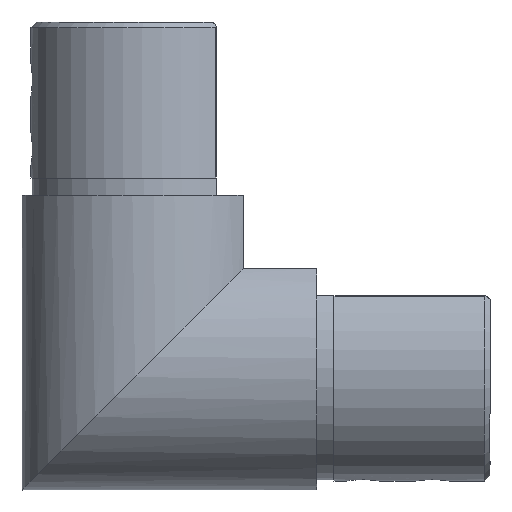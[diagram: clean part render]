
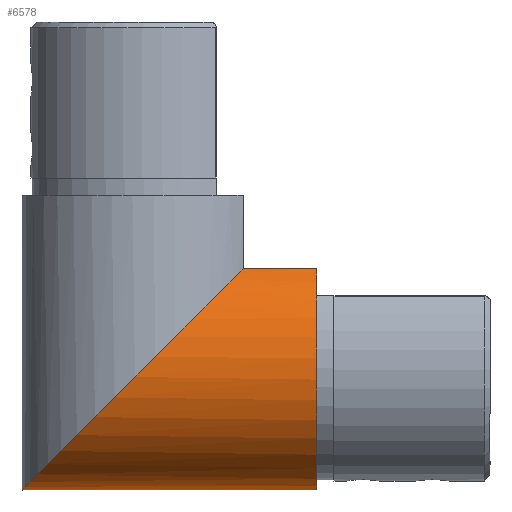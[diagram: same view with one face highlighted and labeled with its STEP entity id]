
A CAD part, left-side view. The second image highlights one B-rep face of the part: STEP entity #6578.
In plain terms, the highlighted cylindrical face has radius 21.2 mm (diameter 42.4 mm), a partial arc.
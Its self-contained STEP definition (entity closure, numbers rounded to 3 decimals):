
#559 = LINE ( 'NONE', #18316, #1944 ) ;
#599 = CARTESIAN_POINT ( 'NONE',  ( 12.5, 0., 17.123 ) ) ;
#756 = DIRECTION ( 'NONE',  ( 0., 0., 1. ) ) ;
#817 = VERTEX_POINT ( 'NONE', #599 ) ;
#1615 = VERTEX_POINT ( 'NONE', #23077 ) ;
#1847 = CARTESIAN_POINT ( 'NONE',  ( 24.88, 51., -21.2 ) ) ;
#1944 = VECTOR ( 'NONE', #7409, 1000. ) ;
#3655 = CARTESIAN_POINT ( 'NONE',  ( 12.5, 12.677, 17.123 ) ) ;
#4021 = CARTESIAN_POINT ( 'NONE',  ( 12.5, 88.991, 17.123 ) ) ;
#4221 = EDGE_CURVE ( 'NONE', #15779, #817, #12536, .T. ) ;
#4291 = CYLINDRICAL_SURFACE ( 'NONE', #22621, 21.2 ) ;
#5404 = CARTESIAN_POINT ( 'NONE',  ( 32.595, 27.347, 2.453 ) ) ;
#6155 = DIRECTION ( 'NONE',  ( 0., 1., 0. ) ) ;
#6578 = ADVANCED_FACE ( 'NONE', ( #11367 ), #4291, .T. ) ;
#6609 = VECTOR ( 'NONE', #20073, 1000. ) ;
#7409 = DIRECTION ( 'NONE',  ( 0., -1., 0. ) ) ;
#7639 =( BOUNDED_CURVE ( )  B_SPLINE_CURVE ( 3, ( #3655, #5404, #1847, #12609, #23344, #9058, #8903 ),
 .UNSPECIFIED., .F., .F. ) 
 B_SPLINE_CURVE_WITH_KNOTS ( ( 4, 3, 4 ),
 ( 0.631, 3.142, 5.653 ),
 .UNSPECIFIED. ) 
 CURVE ( )  GEOMETRIC_REPRESENTATION_ITEM ( )  RATIONAL_B_SPLINE_CURVE ( ( 1., 0.54, 0.54, 1., 0.54, 0.54, 1. ) ) 
 REPRESENTATION_ITEM ( '' )  );
#8524 = ORIENTED_EDGE ( 'NONE', *, *, #21669, .F. ) ;
#8903 = CARTESIAN_POINT ( 'NONE',  ( -12.5, 12.677, 17.123 ) ) ;
#9058 = CARTESIAN_POINT ( 'NONE',  ( -32.595, 27.347, 2.453 ) ) ;
#10264 = EDGE_LOOP ( 'NONE', ( #13993, #10625, #12324, #8524 ) ) ;
#10625 = ORIENTED_EDGE ( 'NONE', *, *, #4221, .T. ) ;
#11367 = FACE_OUTER_BOUND ( 'NONE', #10264, .T. ) ;
#11413 = DIRECTION ( 'NONE',  ( 0., 0., -1. ) ) ;
#11464 = CIRCLE ( 'NONE', #22567, 21.2 ) ;
#11573 = DIRECTION ( 'NONE',  ( 0., -1., 0. ) ) ;
#12324 = ORIENTED_EDGE ( 'NONE', *, *, #12941, .T. ) ;
#12536 = LINE ( 'NONE', #4021, #6609 ) ;
#12609 = CARTESIAN_POINT ( 'NONE',  ( 0., 51., -21.2 ) ) ;
#12801 = VERTEX_POINT ( 'NONE', #19392 ) ;
#12941 = EDGE_CURVE ( 'NONE', #817, #12801, #11464, .T. ) ;
#13993 = ORIENTED_EDGE ( 'NONE', *, *, #21490, .F. ) ;
#15779 = VERTEX_POINT ( 'NONE', #20525 ) ;
#16963 = CARTESIAN_POINT ( 'NONE',  ( 0., 88.991, 0. ) ) ;
#18316 = CARTESIAN_POINT ( 'NONE',  ( -12.5, 88.991, 17.123 ) ) ;
#19392 = CARTESIAN_POINT ( 'NONE',  ( -12.5, 0., 17.123 ) ) ;
#20073 = DIRECTION ( 'NONE',  ( 0., -1., 0. ) ) ;
#20525 = CARTESIAN_POINT ( 'NONE',  ( 12.5, 12.677, 17.123 ) ) ;
#21490 = EDGE_CURVE ( 'NONE', #15779, #1615, #7639, .T. ) ;
#21669 = EDGE_CURVE ( 'NONE', #1615, #12801, #559, .T. ) ;
#22499 = CARTESIAN_POINT ( 'NONE',  ( 0., 0., 0. ) ) ;
#22567 = AXIS2_PLACEMENT_3D ( 'NONE', #22499, #6155, #756 ) ;
#22621 = AXIS2_PLACEMENT_3D ( 'NONE', #16963, #11573, #11413 ) ;
#23077 = CARTESIAN_POINT ( 'NONE',  ( -12.5, 12.677, 17.123 ) ) ;
#23344 = CARTESIAN_POINT ( 'NONE',  ( -24.88, 51., -21.2 ) ) ;
